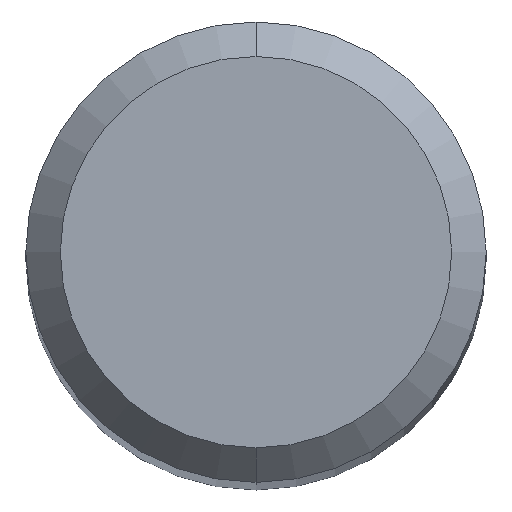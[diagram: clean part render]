
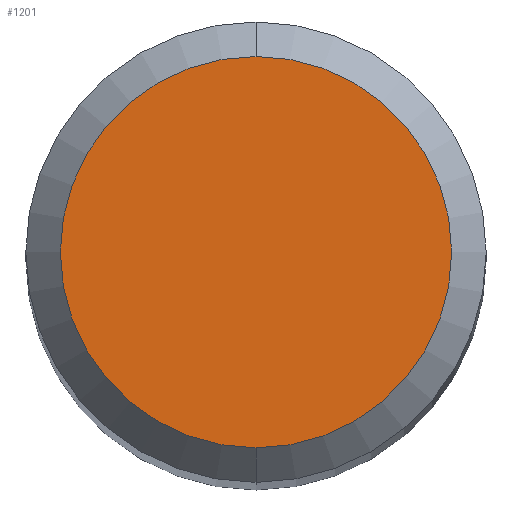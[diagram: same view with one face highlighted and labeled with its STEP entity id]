
A CAD part, top view. The second image highlights one B-rep face of the part: STEP entity #1201.
In plain terms, the highlighted planar face has unit normal (0, 0, 1).
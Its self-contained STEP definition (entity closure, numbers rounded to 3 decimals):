
#849=EDGE_CURVE('',#1061,#1119,#1752,.T.);
#881=EDGE_CURVE('',#1119,#1061,#1789,.T.);
#1061=VERTEX_POINT('',#1989);
#1119=VERTEX_POINT('',#2049);
#1201=ADVANCED_FACE('',(#2138),#2139,.T.);
#1752=CIRCLE('',#4146,1.7);
#1789=CIRCLE('',#4223,1.7);
#1989=CARTESIAN_POINT('',(0.,-1.7,0.0));
#2049=CARTESIAN_POINT('',(0.0,1.7,0.0));
#2138=FACE_OUTER_BOUND('',#6043,.T.);
#2139=PLANE('',#6044);
#4146=AXIS2_PLACEMENT_3D('',#6957,#6958,#6959);
#4223=AXIS2_PLACEMENT_3D('',#7027,#7028,#7029);
#6043=EDGE_LOOP('',(#7419,#7420));
#6044=AXIS2_PLACEMENT_3D('',#7421,#7422,#7423);
#6957=CARTESIAN_POINT('',(0.0,0.0,0.0));
#6958=DIRECTION('',(0.0,0.0,-1.0));
#6959=DIRECTION('',(0.0,1.0,0.0));
#7027=CARTESIAN_POINT('',(0.0,0.0,0.0));
#7028=DIRECTION('',(0.0,0.0,-1.0));
#7029=DIRECTION('',(0.0,1.0,0.0));
#7419=ORIENTED_EDGE('',*,*,#881,.F.);
#7420=ORIENTED_EDGE('',*,*,#849,.F.);
#7421=CARTESIAN_POINT('',(0.0,0.85,0.0));
#7422=DIRECTION('',(-0.0,0.0,1.0));
#7423=DIRECTION('',(0.0,-1.0,0.0));
